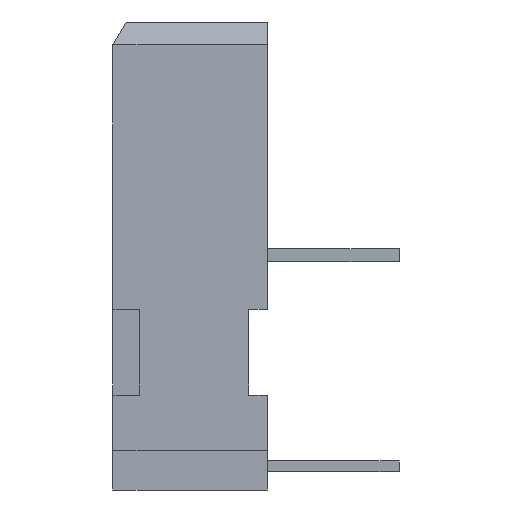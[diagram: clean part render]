
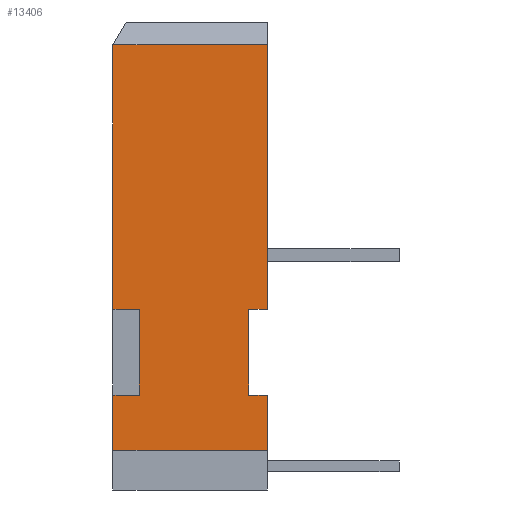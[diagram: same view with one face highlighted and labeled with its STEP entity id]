
A CAD part, left-side view. The second image highlights one B-rep face of the part: STEP entity #13406.
In plain terms, the highlighted planar face has unit normal (-1, 0, 0).
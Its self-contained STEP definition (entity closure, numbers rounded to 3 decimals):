
#2606=DIRECTION('',(0.,0.,-1.));
#2607=VECTOR('',#2606,1.651);
#2608=CARTESIAN_POINT('',(-13.259,-1.372,-5.537));
#2609=LINE('',#2608,#2607);
#3354=DIRECTION('',(0.,0.,-1.));
#3355=VECTOR('',#3354,1.067);
#3356=CARTESIAN_POINT('',(-13.259,-1.727,-7.188));
#3357=LINE('',#3356,#3355);
#3394=DIRECTION('',(0.,0.,-1.));
#3395=VECTOR('',#3394,5.097);
#3396=CARTESIAN_POINT('',(-13.259,-1.727,-0.44));
#3397=LINE('',#3396,#3395);
#4554=DIRECTION('',(0.,-1.,0.));
#4555=VECTOR('',#4554,2.972);
#4556=CARTESIAN_POINT('',(-13.259,1.245,-0.44));
#4557=LINE('',#4556,#4555);
#4558=DIRECTION('',(0.,-1.,0.));
#4559=VECTOR('',#4558,0.356);
#4560=CARTESIAN_POINT('',(-13.259,-1.372,-7.188));
#4561=LINE('',#4560,#4559);
#4562=DIRECTION('',(0.,0.,-1.));
#4563=VECTOR('',#4562,1.067);
#4564=CARTESIAN_POINT('',(-13.259,1.245,-7.188));
#4565=LINE('',#4564,#4563);
#4566=DIRECTION('',(0.,-1.,0.));
#4567=VECTOR('',#4566,0.508);
#4568=CARTESIAN_POINT('',(-13.259,1.245,-7.188));
#4569=LINE('',#4568,#4567);
#4570=DIRECTION('',(0.,0.,-1.));
#4571=VECTOR('',#4570,1.651);
#4572=CARTESIAN_POINT('',(-13.259,0.737,-5.537));
#4573=LINE('',#4572,#4571);
#4574=DIRECTION('',(0.,-1.,0.));
#4575=VECTOR('',#4574,0.508);
#4576=CARTESIAN_POINT('',(-13.259,1.245,-5.537));
#4577=LINE('',#4576,#4575);
#4578=DIRECTION('',(0.,0.,-1.));
#4579=VECTOR('',#4578,5.097);
#4580=CARTESIAN_POINT('',(-13.259,1.245,-0.44));
#4581=LINE('',#4580,#4579);
#4590=DIRECTION('',(0.,-1.,0.));
#4591=VECTOR('',#4590,0.356);
#4592=CARTESIAN_POINT('',(-13.259,-1.372,-5.537));
#4593=LINE('',#4592,#4591);
#4622=DIRECTION('',(0.,-1.,0.));
#4623=VECTOR('',#4622,2.972);
#4624=CARTESIAN_POINT('',(-13.259,1.245,-8.255));
#4625=LINE('',#4624,#4623);
#4842=CARTESIAN_POINT('',(-13.259,1.245,-8.255));
#4844=VERTEX_POINT('',#4842);
#4870=CARTESIAN_POINT('',(-13.259,-1.372,-5.537));
#4871=CARTESIAN_POINT('',(-13.259,-1.372,-7.188));
#4872=VERTEX_POINT('',#4870);
#4873=VERTEX_POINT('',#4871);
#4880=CARTESIAN_POINT('',(-13.259,-1.727,-7.188));
#4881=CARTESIAN_POINT('',(-13.259,-1.727,-8.255));
#4882=VERTEX_POINT('',#4880);
#4883=VERTEX_POINT('',#4881);
#4896=CARTESIAN_POINT('',(-13.259,-1.727,-5.537));
#4897=VERTEX_POINT('',#4896);
#4926=CARTESIAN_POINT('',(-13.259,0.737,-5.537));
#4927=CARTESIAN_POINT('',(-13.259,0.737,-7.188));
#4928=VERTEX_POINT('',#4926);
#4929=VERTEX_POINT('',#4927);
#4930=CARTESIAN_POINT('',(-13.259,1.245,-5.537));
#4931=VERTEX_POINT('',#4930);
#4932=CARTESIAN_POINT('',(-13.259,1.245,-7.188));
#4933=VERTEX_POINT('',#4932);
#4955=CARTESIAN_POINT('',(-13.259,-1.727,-0.44));
#4957=VERTEX_POINT('',#4955);
#4958=CARTESIAN_POINT('',(-13.259,1.245,-0.44));
#4959=VERTEX_POINT('',#4958);
#13380=CARTESIAN_POINT('',(-13.259,1.245,0.));
#13381=DIRECTION('',(-1.,0.,0.));
#13382=DIRECTION('',(0.,-1.,0.));
#13383=AXIS2_PLACEMENT_3D('',#13380,#13381,#13382);
#13384=PLANE('',#13383);
#13386=ORIENTED_EDGE('',*,*,#13385,.T.);
#13387=ORIENTED_EDGE('',*,*,#11495,.T.);
#13389=ORIENTED_EDGE('',*,*,#13388,.F.);
#13390=ORIENTED_EDGE('',*,*,#9783,.T.);
#13392=ORIENTED_EDGE('',*,*,#13391,.T.);
#13393=ORIENTED_EDGE('',*,*,#11454,.T.);
#13395=ORIENTED_EDGE('',*,*,#13394,.F.);
#13396=ORIENTED_EDGE('',*,*,#11772,.F.);
#13398=ORIENTED_EDGE('',*,*,#13397,.T.);
#13400=ORIENTED_EDGE('',*,*,#13399,.F.);
#13402=ORIENTED_EDGE('',*,*,#13401,.F.);
#13403=ORIENTED_EDGE('',*,*,#11764,.F.);
#13404=EDGE_LOOP('',(#13386,#13387,#13389,#13390,#13392,#13393,#13395,#13396,
#13398,#13400,#13402,#13403));
#13405=FACE_OUTER_BOUND('',#13404,.F.);
#9783=EDGE_CURVE('',#4872,#4873,#2609,.T.);
#11454=EDGE_CURVE('',#4882,#4883,#3357,.T.);
#11495=EDGE_CURVE('',#4957,#4897,#3397,.T.);
#11764=EDGE_CURVE('',#4959,#4931,#4581,.T.);
#11772=EDGE_CURVE('',#4933,#4844,#4565,.T.);
#13385=EDGE_CURVE('',#4959,#4957,#4557,.T.);
#13388=EDGE_CURVE('',#4872,#4897,#4593,.T.);
#13391=EDGE_CURVE('',#4873,#4882,#4561,.T.);
#13394=EDGE_CURVE('',#4844,#4883,#4625,.T.);
#13397=EDGE_CURVE('',#4933,#4929,#4569,.T.);
#13399=EDGE_CURVE('',#4928,#4929,#4573,.T.);
#13401=EDGE_CURVE('',#4931,#4928,#4577,.T.);
#13406=ADVANCED_FACE('',(#13405),#13384,.T.);
